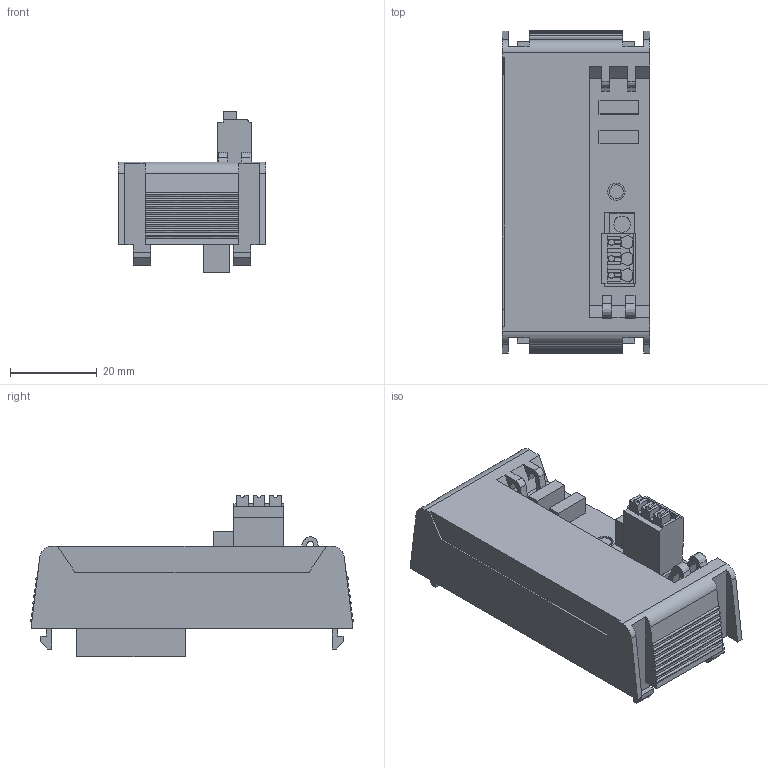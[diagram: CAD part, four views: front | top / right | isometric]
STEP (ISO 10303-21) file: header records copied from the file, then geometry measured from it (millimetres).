
FILE_DESCRIPTION(('CATIA V5 STEP Exchange','CAx-IF Rec.Pracs.--- Model Styling and Organization---1.4--- 2014-01-23'),'2;1');
FILE_NAME ('D1346540_1', '2018-10-26T07:48:06+00:00', ('none'), ('Weidmueller'), 'CATIA Version 5-6 Release 2016 SP3 HF44', 'CATIA V5 STEP AP214', 'none');
FILE_SCHEMA(('AUTOMOTIVE_DESIGN { 1 0 10303 214 1 1 1 1 }'));
Length unit declared in the file: millimetre
Products named in the file (1): S3D_PRO_COM_IO-LINK
Bounding box: 34 x 74.36 x 37.32 mm (x, y, z)
Volume: 43626.1 mm3; surface area: 12966.7 mm2
Topology: 11 solids, 11 shells, 495 faces, 1329 edges, 889 vertices
Faces by surface type: plane 406, cylinder 43, extrusion 40, cone 6
Entity records: 15916 total; most frequent: CARTESIAN_POINT 3924, ORIENTED_EDGE 2658, DIRECTION 1776, EDGE_CURVE 1329, VECTOR 1083, LINE 1043, VERTEX_POINT 889, EDGE_LOOP 536
